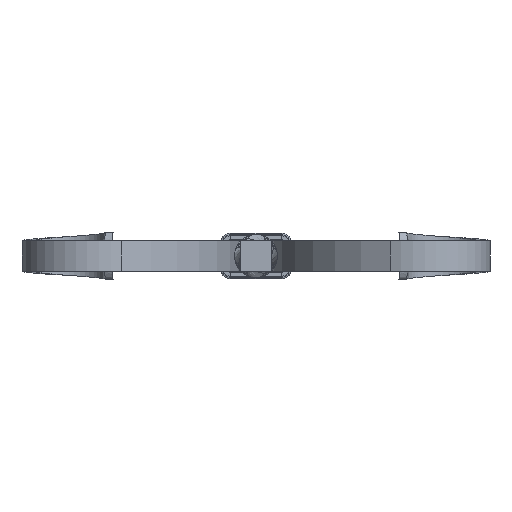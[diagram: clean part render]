
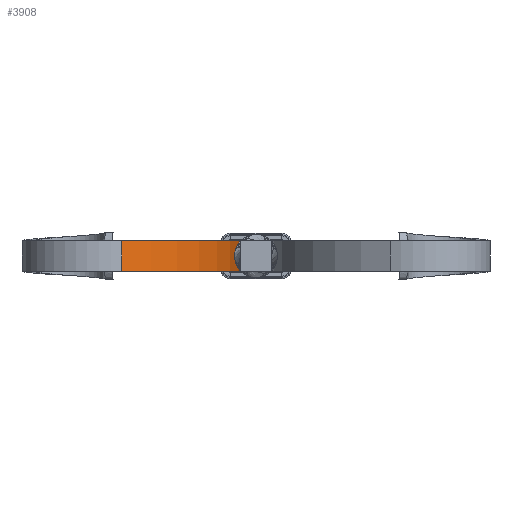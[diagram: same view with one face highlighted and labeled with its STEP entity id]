
A CAD part, front view. The second image highlights one B-rep face of the part: STEP entity #3908.
In plain terms, the highlighted cylindrical face has radius 79.463 mm (diameter 158.926 mm), a partial arc.
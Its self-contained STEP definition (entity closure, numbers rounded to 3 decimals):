
#658 = AXIS2_PLACEMENT_3D ( 'NONE', #13349, #10615, #2865 ) ;
#1832 = VERTEX_POINT ( 'NONE', #3522 ) ;
#1955 = AXIS2_PLACEMENT_3D ( 'NONE', #16915, #17041, #6232 ) ;
#2107 = ORIENTED_EDGE ( 'NONE', *, *, #10646, .F. ) ;
#2473 = AXIS2_PLACEMENT_3D ( 'NONE', #4183, #13303, #14769 ) ;
#2865 = DIRECTION ( 'NONE',  ( 0.407, -0.913, 0. ) ) ;
#3522 = CARTESIAN_POINT ( 'NONE',  ( -53.094, 72.572, -6. ) ) ;
#3675 = VECTOR ( 'NONE', #7377, 1000. ) ;
#3888 = ORIENTED_EDGE ( 'NONE', *, *, #9697, .T. ) ;
#3908 = ADVANCED_FACE ( 'NONE', ( #14911 ), #11559, .T. ) ;
#4183 = CARTESIAN_POINT ( 'NONE',  ( -85.463, 0., 0. ) ) ;
#4332 = VERTEX_POINT ( 'NONE', #10664 ) ;
#4483 = ORIENTED_EDGE ( 'NONE', *, *, #11539, .T. ) ;
#6232 = DIRECTION ( 'NONE',  ( 0.407, -0.913, 0. ) ) ;
#6771 = LINE ( 'NONE', #14491, #7380 ) ;
#7377 = DIRECTION ( 'NONE',  ( 0., 0., -1. ) ) ;
#7380 = VECTOR ( 'NONE', #9174, 1000. ) ;
#7741 = EDGE_LOOP ( 'NONE', ( #4483, #2107, #8977, #3888 ) ) ;
#8977 = ORIENTED_EDGE ( 'NONE', *, *, #14629, .F. ) ;
#9174 = DIRECTION ( 'NONE',  ( 0., 0., -1. ) ) ;
#9697 = EDGE_CURVE ( 'NONE', #11453, #16878, #10747, .T. ) ;
#10049 = CARTESIAN_POINT ( 'NONE',  ( -53.094, -72.572, -6. ) ) ;
#10487 = CIRCLE ( 'NONE', #658, 79.463 ) ;
#10615 = DIRECTION ( 'NONE',  ( 0., 0., 1. ) ) ;
#10646 = EDGE_CURVE ( 'NONE', #4332, #1832, #6771, .T. ) ;
#10664 = CARTESIAN_POINT ( 'NONE',  ( -53.094, 72.572, 6. ) ) ;
#10747 = LINE ( 'NONE', #10049, #3675 ) ;
#11453 = VERTEX_POINT ( 'NONE', #11663 ) ;
#11454 = CARTESIAN_POINT ( 'NONE',  ( -53.094, -72.572, -6. ) ) ;
#11539 = EDGE_CURVE ( 'NONE', #16878, #1832, #10487, .T. ) ;
#11559 = CYLINDRICAL_SURFACE ( 'NONE', #2473, 79.463 ) ;
#11663 = CARTESIAN_POINT ( 'NONE',  ( -53.094, -72.572, 6. ) ) ;
#13303 = DIRECTION ( 'NONE',  ( 0., 0., 1. ) ) ;
#13349 = CARTESIAN_POINT ( 'NONE',  ( -85.463, 0., -6. ) ) ;
#14491 = CARTESIAN_POINT ( 'NONE',  ( -53.094, 72.572, -6. ) ) ;
#14629 = EDGE_CURVE ( 'NONE', #11453, #4332, #15449, .T. ) ;
#14769 = DIRECTION ( 'NONE',  ( 1., 0., 0. ) ) ;
#14911 = FACE_OUTER_BOUND ( 'NONE', #7741, .T. ) ;
#15449 = CIRCLE ( 'NONE', #1955, 79.463 ) ;
#16878 = VERTEX_POINT ( 'NONE', #11454 ) ;
#16915 = CARTESIAN_POINT ( 'NONE',  ( -85.463, 0., 6. ) ) ;
#17041 = DIRECTION ( 'NONE',  ( 0., 0., 1. ) ) ;
